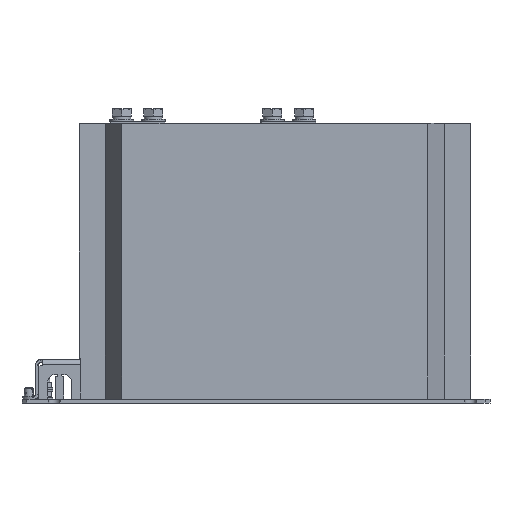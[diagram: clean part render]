
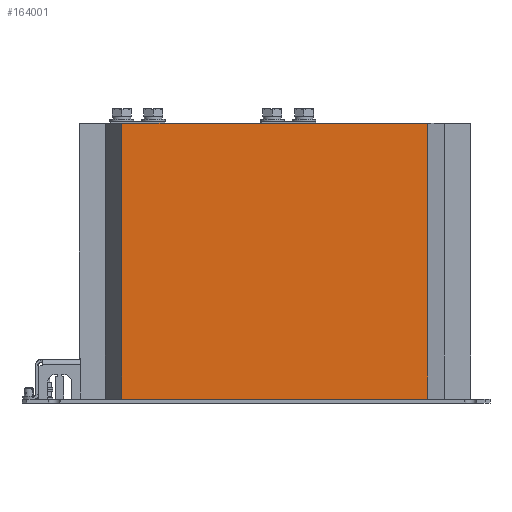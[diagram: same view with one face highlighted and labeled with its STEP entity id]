
A CAD part, top view. The second image highlights one B-rep face of the part: STEP entity #164001.
In plain terms, the highlighted face is planar.
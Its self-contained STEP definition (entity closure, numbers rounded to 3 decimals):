
#2604 = EDGE_CURVE ( 'NONE', #93092, #167627, #10723, .T. ) ;
#10723 = LINE ( 'NONE', #200361, #175254 ) ;
#16499 = EDGE_CURVE ( 'NONE', #16819, #93092, #88935, .T. ) ;
#16819 = VERTEX_POINT ( 'NONE', #25224 ) ;
#25224 = CARTESIAN_POINT ( 'NONE',  ( -154.257, -89., 278. ) ) ;
#27291 = PLANE ( 'NONE',  #109254 ) ;
#37665 = VECTOR ( 'NONE', #106494, 1000. ) ;
#42711 = LINE ( 'NONE', #90441, #37665 ) ;
#43404 = DIRECTION ( 'NONE',  ( 0., 1., 0. ) ) ;
#51124 = CARTESIAN_POINT ( 'NONE',  ( 154.257, -89., 0. ) ) ;
#63822 = EDGE_CURVE ( 'NONE', #16819, #137324, #78846, .T. ) ;
#65994 = ORIENTED_EDGE ( 'NONE', *, *, #63822, .F. ) ;
#73888 = VECTOR ( 'NONE', #78617, 1000. ) ;
#78617 = DIRECTION ( 'NONE',  ( 1., 0., 0. ) ) ;
#78846 = LINE ( 'NONE', #94677, #73888 ) ;
#88935 = LINE ( 'NONE', #170321, #168565 ) ;
#90441 = CARTESIAN_POINT ( 'NONE',  ( 154.257, -89., 278. ) ) ;
#93092 = VERTEX_POINT ( 'NONE', #195943 ) ;
#94677 = CARTESIAN_POINT ( 'NONE',  ( -154.257, -89., 278. ) ) ;
#98669 = FACE_OUTER_BOUND ( 'NONE', #137182, .T. ) ;
#104925 = DIRECTION ( 'NONE',  ( 1., 0., 0. ) ) ;
#106494 = DIRECTION ( 'NONE',  ( 0., 0., -1. ) ) ;
#109254 = AXIS2_PLACEMENT_3D ( 'NONE', #202304, #43404, #154897 ) ;
#132296 = CARTESIAN_POINT ( 'NONE',  ( 154.257, -89., 278. ) ) ;
#133462 = EDGE_CURVE ( 'NONE', #137324, #167627, #42711, .T. ) ;
#137182 = EDGE_LOOP ( 'NONE', ( #161548, #139160, #65994, #144115 ) ) ;
#137324 = VERTEX_POINT ( 'NONE', #132296 ) ;
#139160 = ORIENTED_EDGE ( 'NONE', *, *, #133462, .F. ) ;
#144115 = ORIENTED_EDGE ( 'NONE', *, *, #16499, .T. ) ;
#154897 = DIRECTION ( 'NONE',  ( -1., 0., 0. ) ) ;
#161548 = ORIENTED_EDGE ( 'NONE', *, *, #2604, .T. ) ;
#164001 = ADVANCED_FACE ( 'NONE', ( #98669 ), #27291, .F. ) ;
#167627 = VERTEX_POINT ( 'NONE', #51124 ) ;
#168565 = VECTOR ( 'NONE', #186387, 1000. ) ;
#170321 = CARTESIAN_POINT ( 'NONE',  ( -154.257, -89., 278. ) ) ;
#175254 = VECTOR ( 'NONE', #104925, 1000. ) ;
#186387 = DIRECTION ( 'NONE',  ( 0., 0., -1. ) ) ;
#195943 = CARTESIAN_POINT ( 'NONE',  ( -154.257, -89., 0. ) ) ;
#200361 = CARTESIAN_POINT ( 'NONE',  ( -154.257, -89., 0. ) ) ;
#202304 = CARTESIAN_POINT ( 'NONE',  ( -154.257, -89., 278. ) ) ;
